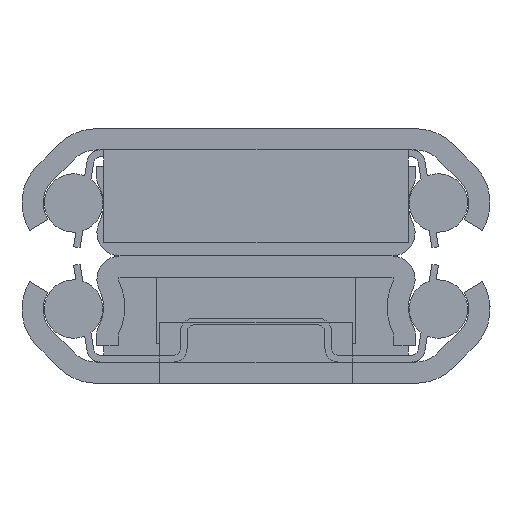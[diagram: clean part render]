
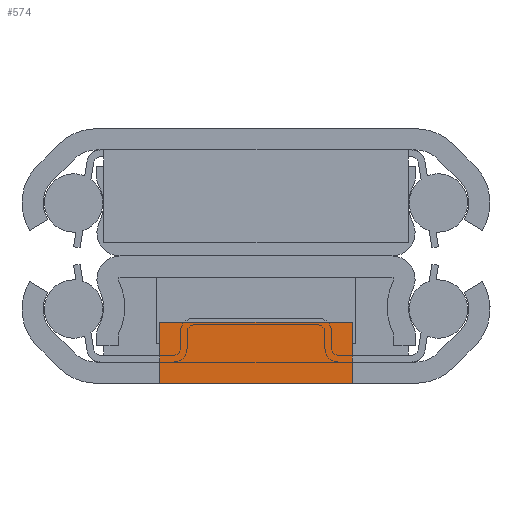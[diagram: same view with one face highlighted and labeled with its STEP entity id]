
A CAD part, left-side view. The second image highlights one B-rep face of the part: STEP entity #574.
In plain terms, the highlighted face is planar.
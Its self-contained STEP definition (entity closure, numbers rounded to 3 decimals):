
#125 = VERTEX_POINT ( 'NONE', #231 ) ;
#191 = EDGE_CURVE ( 'NONE', #5480, #2574, #1479, .T. ) ;
#231 = CARTESIAN_POINT ( 'NONE',  ( -8., -7.25, 225.6 ) ) ;
#264 = DIRECTION ( 'NONE',  ( -1., 0., 0. ) ) ;
#270 = DIRECTION ( 'NONE',  ( -1., 0., 0. ) ) ;
#302 = VERTEX_POINT ( 'NONE', #3455 ) ;
#369 = DIRECTION ( 'NONE',  ( -1., 0., 0. ) ) ;
#412 = ORIENTED_EDGE ( 'NONE', *, *, #2921, .T. ) ;
#574 = ADVANCED_FACE ( 'NONE', ( #4539 ), #2470, .F. ) ;
#613 = EDGE_CURVE ( 'NONE', #4514, #125, #5050, .T. ) ;
#646 = DIRECTION ( 'NONE',  ( -1., 0., 0. ) ) ;
#679 = VECTOR ( 'NONE', #3412, 1000. ) ;
#703 = CARTESIAN_POINT ( 'NONE',  ( -9.6, -7.25, 225.6 ) ) ;
#849 = CARTESIAN_POINT ( 'NONE',  ( -8., 7.25, 225.6 ) ) ;
#858 = CARTESIAN_POINT ( 'NONE',  ( -8., -7.25, 225.6 ) ) ;
#966 = CARTESIAN_POINT ( 'NONE',  ( -5., 7.25, 225.6 ) ) ;
#1140 = VECTOR ( 'NONE', #270, 1000. ) ;
#1264 = DIRECTION ( 'NONE',  ( 0., 0., -1. ) ) ;
#1309 = VECTOR ( 'NONE', #369, 1000. ) ;
#1356 = LINE ( 'NONE', #2419, #3387 ) ;
#1472 = VERTEX_POINT ( 'NONE', #703 ) ;
#1479 = LINE ( 'NONE', #849, #3280 ) ;
#1484 = LINE ( 'NONE', #858, #1140 ) ;
#1509 = ORIENTED_EDGE ( 'NONE', *, *, #5533, .F. ) ;
#1561 = EDGE_CURVE ( 'NONE', #302, #4514, #1356, .T. ) ;
#1592 = LINE ( 'NONE', #966, #1309 ) ;
#1816 = DIRECTION ( 'NONE',  ( 0., -1., 0. ) ) ;
#1868 = CARTESIAN_POINT ( 'NONE',  ( -8., 7.25, 225.6 ) ) ;
#2274 = CARTESIAN_POINT ( 'NONE',  ( -5., -7.25, 225.6 ) ) ;
#2289 = AXIS2_PLACEMENT_3D ( 'NONE', #1868, #1264, #646 ) ;
#2419 = CARTESIAN_POINT ( 'NONE',  ( -5., 7.25, 225.6 ) ) ;
#2470 = PLANE ( 'NONE',  #2289 ) ;
#2574 = VERTEX_POINT ( 'NONE', #4648 ) ;
#2646 = ORIENTED_EDGE ( 'NONE', *, *, #613, .F. ) ;
#2767 = ORIENTED_EDGE ( 'NONE', *, *, #4014, .T. ) ;
#2921 = EDGE_CURVE ( 'NONE', #302, #5480, #1592, .T. ) ;
#3280 = VECTOR ( 'NONE', #264, 1000. ) ;
#3387 = VECTOR ( 'NONE', #1816, 1000. ) ;
#3412 = DIRECTION ( 'NONE',  ( 0., -1., 0. ) ) ;
#3455 = CARTESIAN_POINT ( 'NONE',  ( -5., 7.25, 225.6 ) ) ;
#3834 = DIRECTION ( 'NONE',  ( -1., 0., 0. ) ) ;
#4002 = CARTESIAN_POINT ( 'NONE',  ( -9.6, 7.25, 225.6 ) ) ;
#4014 = EDGE_CURVE ( 'NONE', #2574, #1472, #5228, .T. ) ;
#4050 = VECTOR ( 'NONE', #3834, 1000. ) ;
#4293 = ORIENTED_EDGE ( 'NONE', *, *, #1561, .F. ) ;
#4466 = EDGE_LOOP ( 'NONE', ( #2767, #1509, #2646, #4293, #412, #5821 ) ) ;
#4467 = CARTESIAN_POINT ( 'NONE',  ( -5., -7.25, 225.6 ) ) ;
#4514 = VERTEX_POINT ( 'NONE', #2274 ) ;
#4539 = FACE_OUTER_BOUND ( 'NONE', #4466, .T. ) ;
#4648 = CARTESIAN_POINT ( 'NONE',  ( -9.6, 7.25, 225.6 ) ) ;
#5050 = LINE ( 'NONE', #4467, #4050 ) ;
#5228 = LINE ( 'NONE', #4002, #679 ) ;
#5480 = VERTEX_POINT ( 'NONE', #5837 ) ;
#5533 = EDGE_CURVE ( 'NONE', #125, #1472, #1484, .T. ) ;
#5821 = ORIENTED_EDGE ( 'NONE', *, *, #191, .T. ) ;
#5837 = CARTESIAN_POINT ( 'NONE',  ( -8., 7.25, 225.6 ) ) ;
